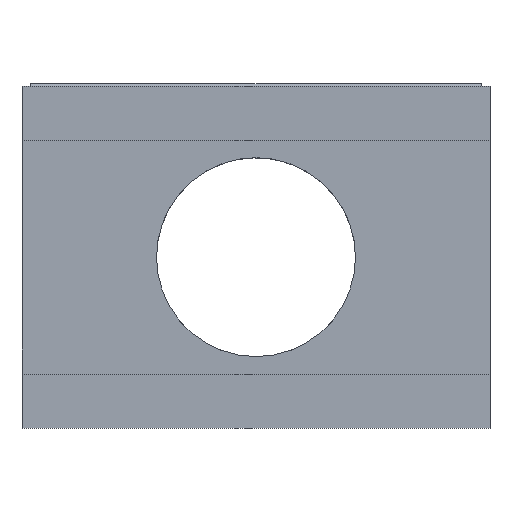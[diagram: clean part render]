
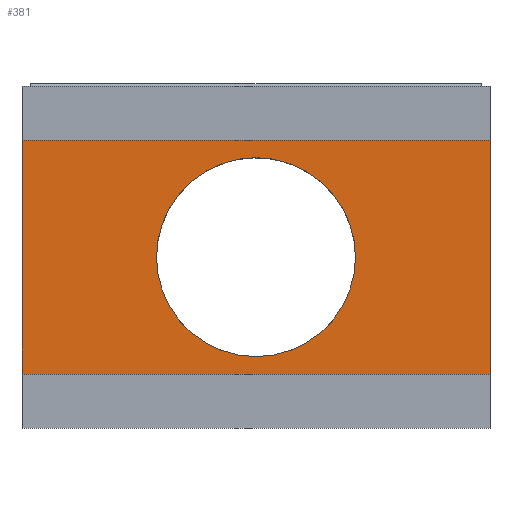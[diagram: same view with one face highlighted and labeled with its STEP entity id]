
A CAD part, top view. The second image highlights one B-rep face of the part: STEP entity #381.
In plain terms, the highlighted planar face has unit normal (0, 0, 1).
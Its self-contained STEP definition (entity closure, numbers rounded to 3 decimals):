
#28 = CARTESIAN_POINT ( 'NONE',  ( 3.4, 0., 1. ) ) ;
#103 = LINE ( 'NONE', #1349, #1047 ) ;
#128 = DIRECTION ( 'NONE',  ( 1., 0., 0. ) ) ;
#146 = CARTESIAN_POINT ( 'NONE',  ( -8., -4., 1. ) ) ;
#243 = DIRECTION ( 'NONE',  ( 0., 1., 0. ) ) ;
#292 = CARTESIAN_POINT ( 'NONE',  ( 0., 0., 1. ) ) ;
#313 = EDGE_LOOP ( 'NONE', ( #509, #1669, #876, #1109 ) ) ;
#330 = FACE_BOUND ( 'NONE', #1427, .T. ) ;
#363 = CARTESIAN_POINT ( 'NONE',  ( -3.4, 0., 1. ) ) ;
#381 = ADVANCED_FACE ( 'NONE', ( #515, #330 ), #1173, .T. ) ;
#403 = CARTESIAN_POINT ( 'NONE',  ( -8., -4., 1. ) ) ;
#430 = DIRECTION ( 'NONE',  ( 1., 0., 0. ) ) ;
#465 = VERTEX_POINT ( 'NONE', #573 ) ;
#472 = DIRECTION ( 'NONE',  ( 1., 0., 0. ) ) ;
#493 = CIRCLE ( 'NONE', #1024, 3.4 ) ;
#496 = VERTEX_POINT ( 'NONE', #146 ) ;
#503 = DIRECTION ( 'NONE',  ( 0., -1., 0. ) ) ;
#506 = LINE ( 'NONE', #735, #1257 ) ;
#509 = ORIENTED_EDGE ( 'NONE', *, *, #875, .T. ) ;
#515 = FACE_OUTER_BOUND ( 'NONE', #313, .T. ) ;
#573 = CARTESIAN_POINT ( 'NONE',  ( -8., 4., 1. ) ) ;
#652 = EDGE_CURVE ( 'NONE', #1113, #1213, #493, .T. ) ;
#735 = CARTESIAN_POINT ( 'NONE',  ( -8., 4., 1. ) ) ;
#757 = CARTESIAN_POINT ( 'NONE',  ( 8., -4., 1. ) ) ;
#793 = ORIENTED_EDGE ( 'NONE', *, *, #1483, .T. ) ;
#850 = DIRECTION ( 'NONE',  ( 0., 0., 1. ) ) ;
#862 = DIRECTION ( 'NONE',  ( 1., 0., 0. ) ) ;
#875 = EDGE_CURVE ( 'NONE', #1546, #1730, #1143, .T. ) ;
#876 = ORIENTED_EDGE ( 'NONE', *, *, #1617, .T. ) ;
#1024 = AXIS2_PLACEMENT_3D ( 'NONE', #1800, #1363, #472 ) ;
#1045 = DIRECTION ( 'NONE',  ( 1., 0., 0. ) ) ;
#1047 = VECTOR ( 'NONE', #430, 1000. ) ;
#1092 = AXIS2_PLACEMENT_3D ( 'NONE', #292, #1187, #1045 ) ;
#1109 = ORIENTED_EDGE ( 'NONE', *, *, #1744, .T. ) ;
#1113 = VERTEX_POINT ( 'NONE', #28 ) ;
#1143 = LINE ( 'NONE', #1271, #1240 ) ;
#1173 = PLANE ( 'NONE',  #1289 ) ;
#1178 = CARTESIAN_POINT ( 'NONE',  ( 8., 4., 1. ) ) ;
#1187 = DIRECTION ( 'NONE',  ( 0., 0., -1. ) ) ;
#1213 = VERTEX_POINT ( 'NONE', #363 ) ;
#1236 = VECTOR ( 'NONE', #128, 1000. ) ;
#1240 = VECTOR ( 'NONE', #243, 1000. ) ;
#1257 = VECTOR ( 'NONE', #503, 1000. ) ;
#1271 = CARTESIAN_POINT ( 'NONE',  ( 8., -4., 1. ) ) ;
#1289 = AXIS2_PLACEMENT_3D ( 'NONE', #403, #850, #862 ) ;
#1303 = LINE ( 'NONE', #1461, #1236 ) ;
#1349 = CARTESIAN_POINT ( 'NONE',  ( -8., -4., 1. ) ) ;
#1363 = DIRECTION ( 'NONE',  ( 0., 0., -1. ) ) ;
#1427 = EDGE_LOOP ( 'NONE', ( #1755, #793 ) ) ;
#1440 = EDGE_CURVE ( 'NONE', #465, #1730, #1303, .T. ) ;
#1461 = CARTESIAN_POINT ( 'NONE',  ( -8., 4., 1. ) ) ;
#1483 = EDGE_CURVE ( 'NONE', #1213, #1113, #1651, .T. ) ;
#1546 = VERTEX_POINT ( 'NONE', #757 ) ;
#1617 = EDGE_CURVE ( 'NONE', #465, #496, #506, .T. ) ;
#1651 = CIRCLE ( 'NONE', #1092, 3.4 ) ;
#1669 = ORIENTED_EDGE ( 'NONE', *, *, #1440, .F. ) ;
#1730 = VERTEX_POINT ( 'NONE', #1178 ) ;
#1744 = EDGE_CURVE ( 'NONE', #496, #1546, #103, .T. ) ;
#1755 = ORIENTED_EDGE ( 'NONE', *, *, #652, .T. ) ;
#1800 = CARTESIAN_POINT ( 'NONE',  ( 0., 0., 1. ) ) ;
